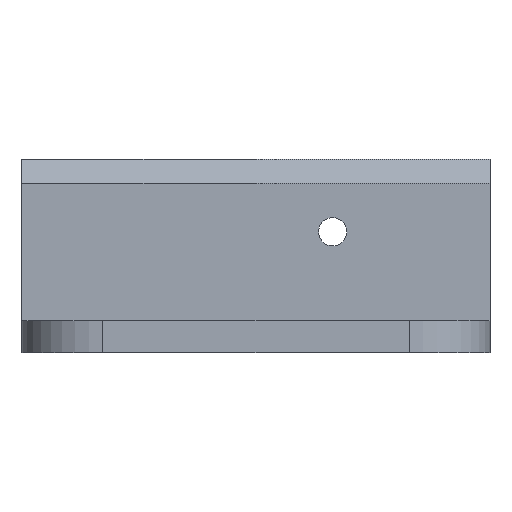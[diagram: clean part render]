
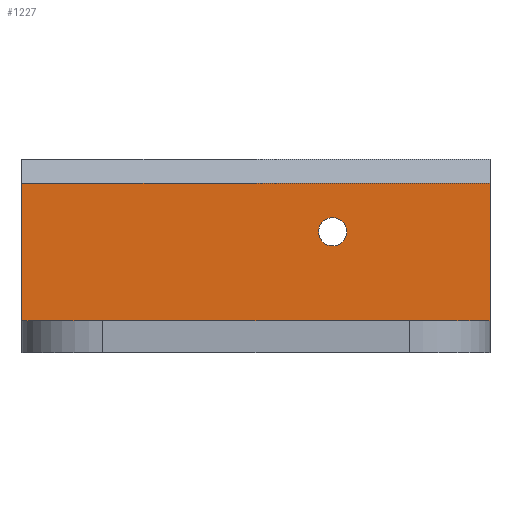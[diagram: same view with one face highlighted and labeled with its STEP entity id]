
A CAD part, left-side view. The second image highlights one B-rep face of the part: STEP entity #1227.
In plain terms, the highlighted planar face has unit normal (-1, 0, 0).
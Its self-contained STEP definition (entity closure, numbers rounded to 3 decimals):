
#1177=CARTESIAN_POINT('',(-5.0,117.,2.0));
#1178=DIRECTION('',(1.0,0.0,0.0));
#1179=DIRECTION('',(0.0,0.0,-1.0));
#1180=AXIS2_PLACEMENT_3D('',#1177,#1178,#1179);
#1181=PLANE('',#1180);
#1182=CARTESIAN_POINT('',(-5.0,101.,19.0));
#1183=VERTEX_POINT('',#1182);
#1184=CARTESIAN_POINT('',(-5.0,101.,2.0));
#1185=VERTEX_POINT('',#1184);
#1186=CARTESIAN_POINT('',(-5.0,101.,19.0));
#1187=DIRECTION('',(0.0,0.0,-1.0));
#1188=VECTOR('',#1187,17.0);
#1189=LINE('',#1186,#1188);
#1190=EDGE_CURVE('',#1183,#1185,#1189,.T.);
#1191=ORIENTED_EDGE('',*,*,#1190,.T.);
#1192=CARTESIAN_POINT('',(-5.0,43.0,2.0));
#1193=VERTEX_POINT('',#1192);
#1194=CARTESIAN_POINT('',(-5.0,101.,2.0));
#1195=DIRECTION('',(0.0,-1.0,0.0));
#1196=VECTOR('',#1195,58.);
#1197=LINE('',#1194,#1196);
#1198=EDGE_CURVE('',#1185,#1193,#1197,.T.);
#1199=ORIENTED_EDGE('',*,*,#1198,.T.);
#1200=CARTESIAN_POINT('',(-5.0,43.0,19.0));
#1201=VERTEX_POINT('',#1200);
#1202=CARTESIAN_POINT('',(-5.0,43.0,19.0));
#1203=DIRECTION('',(0.0,0.0,-1.0));
#1204=VECTOR('',#1203,17.0);
#1205=LINE('',#1202,#1204);
#1206=EDGE_CURVE('',#1201,#1193,#1205,.T.);
#1207=ORIENTED_EDGE('',*,*,#1206,.F.);
#1208=CARTESIAN_POINT('',(-5.0,101.,19.0));
#1209=DIRECTION('',(0.0,-1.0,0.0));
#1210=VECTOR('',#1209,58.);
#1211=LINE('',#1208,#1210);
#1212=EDGE_CURVE('',#1183,#1201,#1211,.T.);
#1213=ORIENTED_EDGE('',*,*,#1212,.F.);
#1214=EDGE_LOOP('',(#1191,#1199,#1207,#1213));
#1215=FACE_OUTER_BOUND('',#1214,.T.);
#1216=CARTESIAN_POINT('',(-5.0,62.5,11.25));
#1217=VERTEX_POINT('',#1216);
#1218=CARTESIAN_POINT('',(-5.0,62.5,13.0));
#1219=DIRECTION('',(-1.0,0.0,0.0));
#1220=DIRECTION('',(0.0,0.0,-1.0));
#1221=AXIS2_PLACEMENT_3D('',#1218,#1219,#1220);
#1222=CIRCLE('',#1221,1.75);
#1223=EDGE_CURVE('',#1217,#1217,#1222,.T.);
#1224=ORIENTED_EDGE('',*,*,#1223,.F.);
#1225=EDGE_LOOP('',(#1224));
#1226=FACE_BOUND('',#1225,.T.);
#1227=ADVANCED_FACE('',(#1215,#1226),#1181,.F.);
